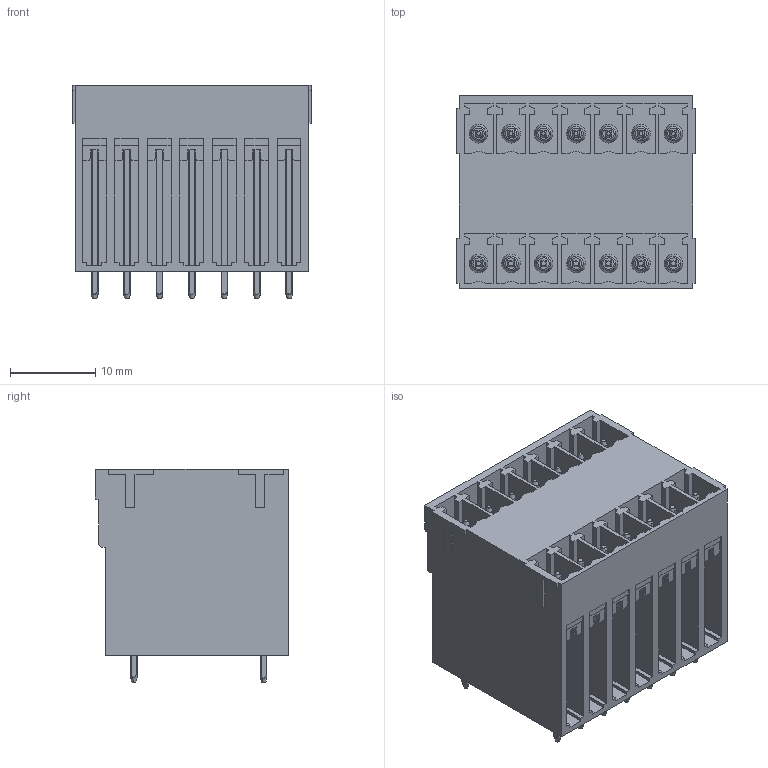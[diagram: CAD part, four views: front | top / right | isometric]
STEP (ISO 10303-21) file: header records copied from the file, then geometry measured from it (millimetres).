
FILE_DESCRIPTION(('CATIA V5 STEP Exchange','CAx-IF Rec.Pracs.--- Model Styling and Organization---1.2---2011-12-15'),'2;1');
FILE_NAME ('D1447176_0_1031010000_1031010000.stp','2018-10-06T04:37:25+00:00',('none'),('Weidmueller'),'CATIA Version 5-6 Release 2014','CATIA V5 STEP AP214','none');
FILE_SCHEMA(('AUTOMOTIVE_DESIGN { 1 0 10303 214 1 1 1 1 }'));
Length unit declared in the file: millimetre
Products named in the file (1): 1031010000
Bounding box: 28.06 x 22.7 x 25.1 mm (x, y, z)
Volume: 10735.7 mm3; surface area: 7563.3 mm2
Topology: 15 solids, 15 shells, 821 faces, 2240 edges, 1484 vertices
Faces by surface type: plane 553, cylinder 156, cone 84, torus 28
Entity records: 26077 total; most frequent: CARTESIAN_POINT 7464, ORIENTED_EDGE 4480, DIRECTION 2737, EDGE_CURVE 2240, VECTOR 1592, LINE 1592, VERTEX_POINT 1484, EDGE_LOOP 898
